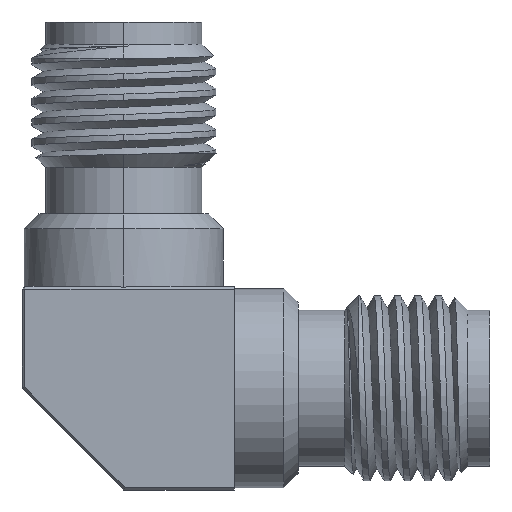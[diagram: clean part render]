
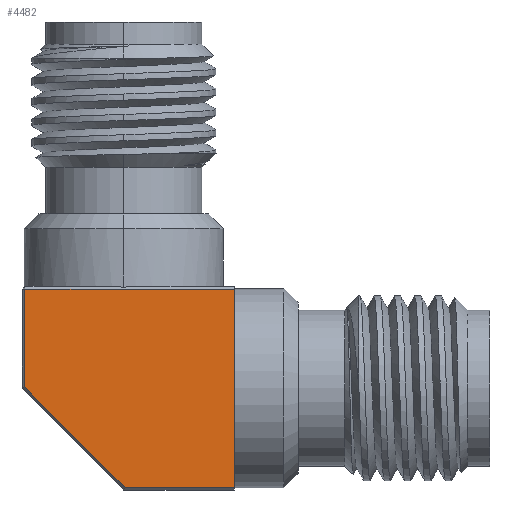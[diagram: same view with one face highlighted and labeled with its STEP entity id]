
A CAD part, left-side view. The second image highlights one B-rep face of the part: STEP entity #4482.
In plain terms, the highlighted planar face has unit normal (-1, 0, 0).
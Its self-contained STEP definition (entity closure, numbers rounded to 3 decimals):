
#40 = CARTESIAN_POINT ( 'NONE',  ( -3.5, -5.8, -7. ) ) ;
#362 = EDGE_CURVE ( 'NONE', #5775, #5029, #4575, .T. ) ;
#413 = CARTESIAN_POINT ( 'NONE',  ( -3.5, -3.8, -7. ) ) ;
#510 = DIRECTION ( 'NONE',  ( 1., 0., 0. ) ) ;
#997 = CARTESIAN_POINT ( 'NONE',  ( -3.5, 3.4, -7. ) ) ;
#1289 = AXIS2_PLACEMENT_3D ( 'NONE', #40, #510, #5569 ) ;
#1425 = VECTOR ( 'NONE', #5114, 1000. ) ;
#1730 = LINE ( 'NONE', #2747, #5180 ) ;
#1745 = EDGE_LOOP ( 'NONE', ( #2680, #3676, #6015, #6004, #5980 ) ) ;
#1769 = LINE ( 'NONE', #2194, #1425 ) ;
#1877 = VERTEX_POINT ( 'NONE', #5452 ) ;
#1938 = CARTESIAN_POINT ( 'NONE',  ( -3.5, 3.5, -0.1 ) ) ;
#1965 = LINE ( 'NONE', #997, #4627 ) ;
#2194 = CARTESIAN_POINT ( 'NONE',  ( -3.5, -5.8, -6.9 ) ) ;
#2628 = PLANE ( 'NONE',  #1289 ) ;
#2680 = ORIENTED_EDGE ( 'NONE', *, *, #2985, .T. ) ;
#2696 = VERTEX_POINT ( 'NONE', #5305 ) ;
#2747 = CARTESIAN_POINT ( 'NONE',  ( -3.5, -0.071, -6.929 ) ) ;
#2985 = EDGE_CURVE ( 'NONE', #2696, #4891, #1730, .T. ) ;
#3372 = CARTESIAN_POINT ( 'NONE',  ( -3.5, -3.8, -0.1 ) ) ;
#3581 = VECTOR ( 'NONE', #5865, 1000. ) ;
#3676 = ORIENTED_EDGE ( 'NONE', *, *, #5344, .T. ) ;
#3806 = DIRECTION ( 'NONE',  ( 0., 1., 0. ) ) ;
#3830 = DIRECTION ( 'NONE',  ( 0., 0., -1. ) ) ;
#4033 = EDGE_CURVE ( 'NONE', #5775, #1877, #5550, .T. ) ;
#4056 = DIRECTION ( 'NONE',  ( 0., -0.707, -0.707 ) ) ;
#4137 = CARTESIAN_POINT ( 'NONE',  ( -3.5, -3.8, -6.9 ) ) ;
#4482 = ADVANCED_FACE ( 'NONE', ( #5599 ), #2628, .F. ) ;
#4575 = LINE ( 'NONE', #413, #3581 ) ;
#4627 = VECTOR ( 'NONE', #3830, 1000. ) ;
#4882 = CARTESIAN_POINT ( 'NONE',  ( -3.5, -0.041, -6.9 ) ) ;
#4891 = VERTEX_POINT ( 'NONE', #4882 ) ;
#5029 = VERTEX_POINT ( 'NONE', #4137 ) ;
#5114 = DIRECTION ( 'NONE',  ( 0., -1., 0. ) ) ;
#5180 = VECTOR ( 'NONE', #4056, 1000. ) ;
#5305 = CARTESIAN_POINT ( 'NONE',  ( -3.5, 3.4, -3.459 ) ) ;
#5344 = EDGE_CURVE ( 'NONE', #4891, #5029, #1769, .T. ) ;
#5423 = VECTOR ( 'NONE', #3806, 1000. ) ;
#5452 = CARTESIAN_POINT ( 'NONE',  ( -3.5, 3.4, -0.1 ) ) ;
#5550 = LINE ( 'NONE', #1938, #5423 ) ;
#5569 = DIRECTION ( 'NONE',  ( 0., 1., 0. ) ) ;
#5599 = FACE_OUTER_BOUND ( 'NONE', #1745, .T. ) ;
#5719 = EDGE_CURVE ( 'NONE', #1877, #2696, #1965, .T. ) ;
#5775 = VERTEX_POINT ( 'NONE', #3372 ) ;
#5865 = DIRECTION ( 'NONE',  ( 0., 0., -1. ) ) ;
#5980 = ORIENTED_EDGE ( 'NONE', *, *, #5719, .T. ) ;
#6004 = ORIENTED_EDGE ( 'NONE', *, *, #4033, .T. ) ;
#6015 = ORIENTED_EDGE ( 'NONE', *, *, #362, .F. ) ;
